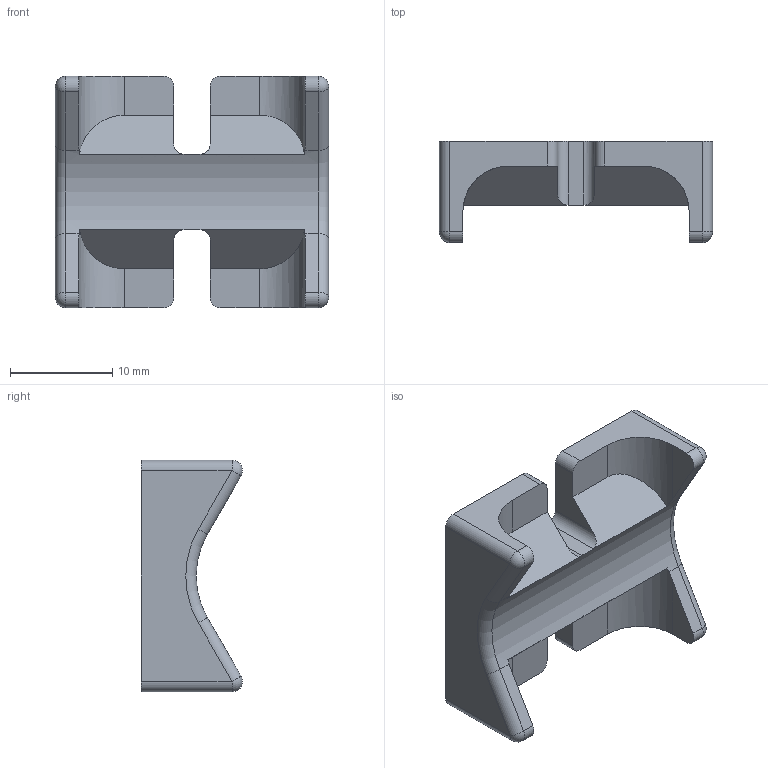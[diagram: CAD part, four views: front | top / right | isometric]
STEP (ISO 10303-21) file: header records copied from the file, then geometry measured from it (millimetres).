
FILE_DESCRIPTION (( 'STEP AP203' ), '1' );
FILE_NAME ('prop_guard_motor_mount.STEP', '2021-04-06T22:03:26', ( '' ), ( '' ), 'SwSTEP 2.0', 'SolidWorks 2019', '' );
FILE_SCHEMA (( 'CONFIG_CONTROL_DESIGN' ));
Length unit declared in the file: inch
Products named in the file (2): prop_guard_motor_mount
Bounding box: 26.67 x 9.86 x 22.61 mm (x, y, z)
Volume: 2701.5 mm3; surface area: 1896.8 mm2
Topology: 1 solids, 1 shells, 60 faces, 166 edges, 104 vertices
Faces by surface type: plane 29, cylinder 25, sphere 4, torus 2
Entity records: 2003 total; most frequent: CARTESIAN_POINT 380, ORIENTED_EDGE 316, DIRECTION 306, EDGE_CURVE 158, AXIS2_PLACEMENT_3D 106, VERTEX_POINT 100, VECTOR 94, LINE 94
